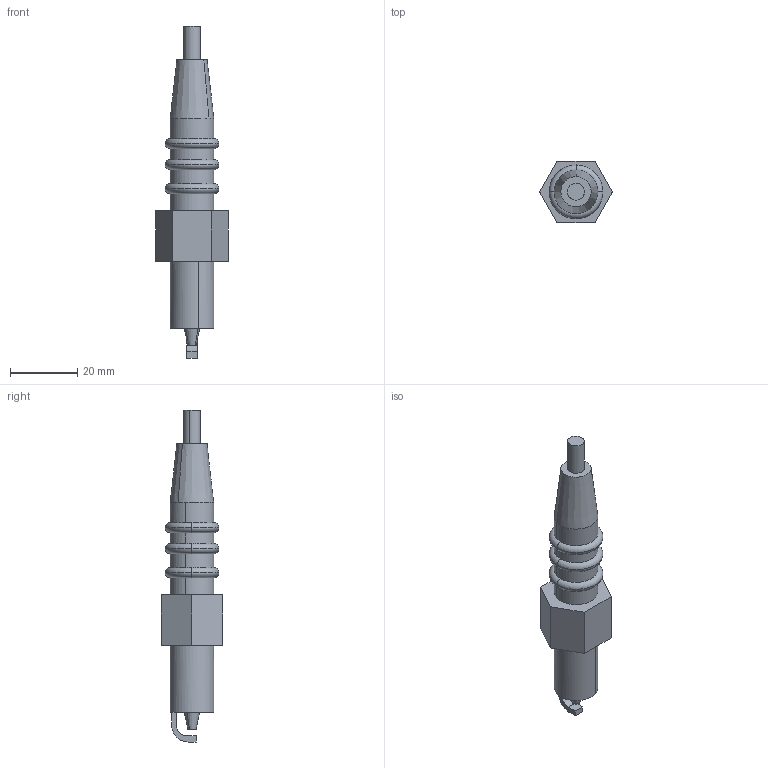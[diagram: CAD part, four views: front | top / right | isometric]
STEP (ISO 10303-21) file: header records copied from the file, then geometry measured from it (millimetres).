
FILE_DESCRIPTION(('produced by SPATIAL CORP'),'2;1');
FILE_NAME('Part69.hh.sat.stp', '2002-04-22T11:49:13+00:00',('SPATIAL CORP'),('SPATIAL CORP'), 'ACIS STEP Husk','http://www.spatial.com','SPATIAL CORP');
FILE_SCHEMA(('CONFIG_CONTROL_DESIGN'));
Length unit declared in the file: millimetre
Products named in the file (1): PRODUCT_ID_1
Bounding box: 21.56 x 18.33 x 98.79 mm (x, y, z)
Volume: 12556 mm3; surface area: 5607.5 mm2
Topology: 1 solids, 1 shells, 70 faces, 171 edges, 108 vertices
Faces by surface type: cylinder 26, plane 20, torus 18, cone 6
Entity records: 1834 total; most frequent: CARTESIAN_POINT 591, ORIENTED_EDGE 342, EDGE_CURVE 171, DIRECTION 120, VERTEX_POINT 108, EDGE_LOOP 75, FACE_BOUND 75, ADVANCED_FACE 70
